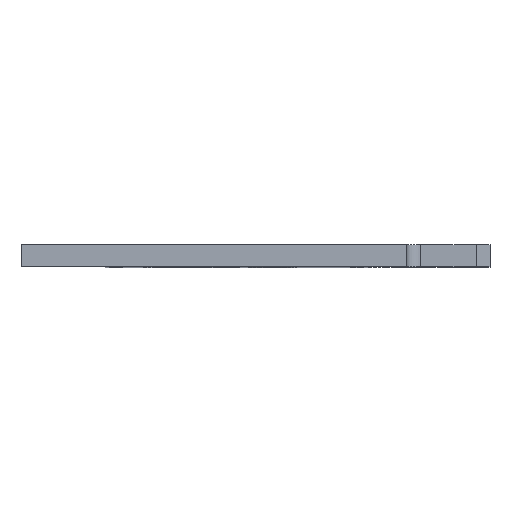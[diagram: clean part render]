
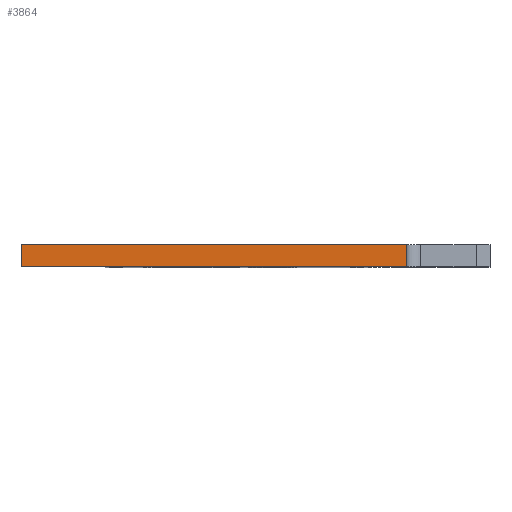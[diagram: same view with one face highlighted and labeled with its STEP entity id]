
A CAD part, top view. The second image highlights one B-rep face of the part: STEP entity #3864.
In plain terms, the highlighted planar face has unit normal (0, 0, 1).
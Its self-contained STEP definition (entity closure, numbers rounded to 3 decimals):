
#217 = DIRECTION ( 'NONE',  ( -1., 0., 0. ) ) ;
#345 = VERTEX_POINT ( 'NONE', #3294 ) ;
#407 = LINE ( 'NONE', #1737, #1749 ) ;
#421 = CARTESIAN_POINT ( 'NONE',  ( -69.5, 8., 100. ) ) ;
#659 = VERTEX_POINT ( 'NONE', #3003 ) ;
#702 = EDGE_CURVE ( 'NONE', #944, #659, #407, .T. ) ;
#722 = VERTEX_POINT ( 'NONE', #1063 ) ;
#852 = EDGE_CURVE ( 'NONE', #345, #659, #4107, .T. ) ;
#862 = ORIENTED_EDGE ( 'NONE', *, *, #2019, .T. ) ;
#896 = CARTESIAN_POINT ( 'NONE',  ( -69.5, 8., 100. ) ) ;
#944 = VERTEX_POINT ( 'NONE', #3127 ) ;
#1063 = CARTESIAN_POINT ( 'NONE',  ( -69.5, 8., 100. ) ) ;
#1081 = ORIENTED_EDGE ( 'NONE', *, *, #3314, .F. ) ;
#1197 = DIRECTION ( 'NONE',  ( 0., -1., 0. ) ) ;
#1255 = CARTESIAN_POINT ( 'NONE',  ( -69.5, 8., 100. ) ) ;
#1449 = DIRECTION ( 'NONE',  ( 1., 0., 0. ) ) ;
#1700 = DIRECTION ( 'NONE',  ( 1., 0., 0. ) ) ;
#1737 = CARTESIAN_POINT ( 'NONE',  ( -69.5, 0., 100. ) ) ;
#1749 = VECTOR ( 'NONE', #1449, 1000. ) ;
#1862 = PLANE ( 'NONE',  #2718 ) ;
#2019 = EDGE_CURVE ( 'NONE', #722, #944, #2530, .T. ) ;
#2198 = CARTESIAN_POINT ( 'NONE',  ( 69.5, 8., 100. ) ) ;
#2232 = VECTOR ( 'NONE', #1700, 1000. ) ;
#2364 = LINE ( 'NONE', #421, #2232 ) ;
#2474 = DIRECTION ( 'NONE',  ( 0., 0., -1. ) ) ;
#2530 = LINE ( 'NONE', #1255, #3386 ) ;
#2718 = AXIS2_PLACEMENT_3D ( 'NONE', #896, #2474, #217 ) ;
#2804 = DIRECTION ( 'NONE',  ( 0., -1., 0. ) ) ;
#2859 = FACE_OUTER_BOUND ( 'NONE', #3813, .T. ) ;
#3003 = CARTESIAN_POINT ( 'NONE',  ( 69.5, 0., 100. ) ) ;
#3127 = CARTESIAN_POINT ( 'NONE',  ( -69.5, 0., 100. ) ) ;
#3294 = CARTESIAN_POINT ( 'NONE',  ( 69.5, 8., 100. ) ) ;
#3314 = EDGE_CURVE ( 'NONE', #722, #345, #2364, .T. ) ;
#3386 = VECTOR ( 'NONE', #2804, 1000. ) ;
#3403 = ORIENTED_EDGE ( 'NONE', *, *, #852, .F. ) ;
#3813 = EDGE_LOOP ( 'NONE', ( #4104, #3403, #1081, #862 ) ) ;
#3864 = ADVANCED_FACE ( 'NONE', ( #2859 ), #1862, .F. ) ;
#4104 = ORIENTED_EDGE ( 'NONE', *, *, #702, .T. ) ;
#4107 = LINE ( 'NONE', #2198, #4161 ) ;
#4161 = VECTOR ( 'NONE', #1197, 1000. ) ;
